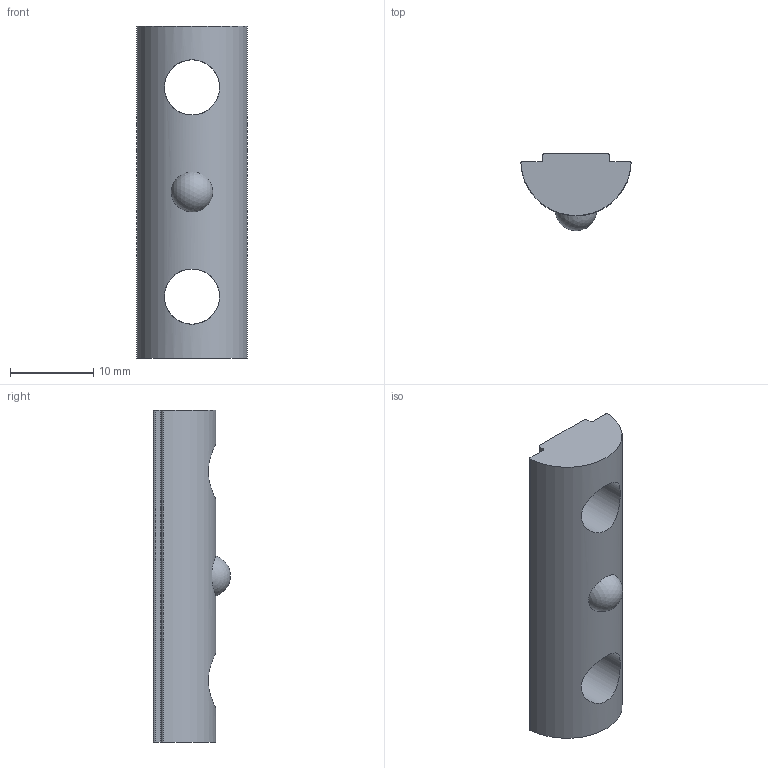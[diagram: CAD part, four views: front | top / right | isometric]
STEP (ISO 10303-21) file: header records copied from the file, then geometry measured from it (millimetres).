
FILE_DESCRIPTION(/* description */ ('GIUNTO LINEARE COMPLETO DI GRANI M8'),/* implementation_level */ '2;1');
FILE_NAME(/* name */ 'CGIPR0000103.stp',/* time_stamp */ '2022-11-21T12:15:24+01:00',/* author */ ('tecnico7'),/* organization */ (''),/* preprocessor_version */ 'ST-DEVELOPER v18.1',/* originating_system */ 'Autodesk Inventor 2022',/* authorisation */ '');
FILE_SCHEMA (('AUTOMOTIVE_DESIGN { 1 0 10303 214 3 1 1 }'));
Length unit declared in the file: millimetre
Products named in the file (1): CGIPR0000103
Bounding box: 13.28 x 9.28 x 40 mm (x, y, z)
Volume: 2534.5 mm3; surface area: 1732 mm2
Topology: 1 solids, 1 shells, 17 faces, 45 edges, 31 vertices
Faces by surface type: cylinder 9, plane 7, sphere 1
Full cylindrical faces by diameter (mm): 6.647 x2
Entity records: 689 total; most frequent: CARTESIAN_POINT 203, DIRECTION 92, ORIENTED_EDGE 90, EDGE_CURVE 45, AXIS2_PLACEMENT_3D 34, VERTEX_POINT 31, LINE 24, VECTOR 24
